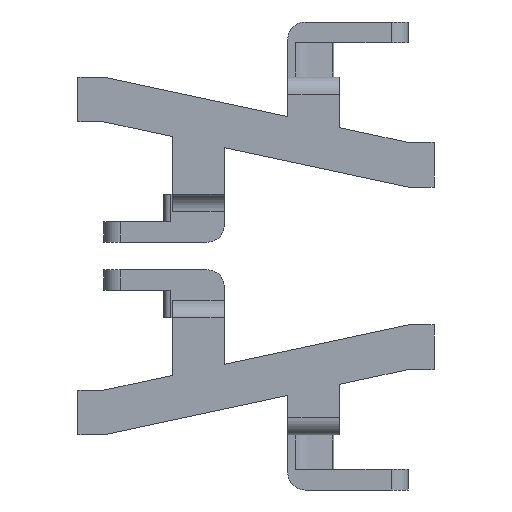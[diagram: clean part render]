
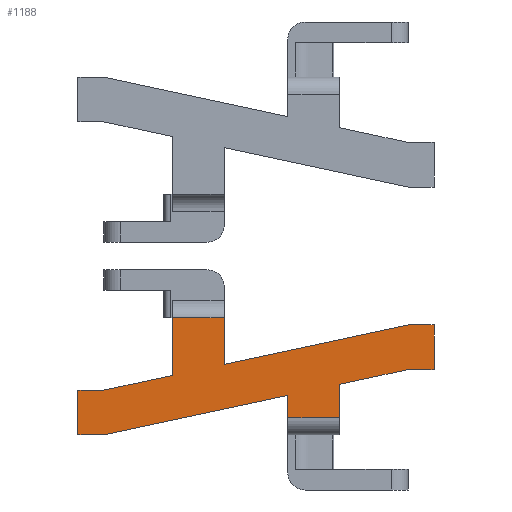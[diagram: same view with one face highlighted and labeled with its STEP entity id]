
A CAD part, front view. The second image highlights one B-rep face of the part: STEP entity #1188.
In plain terms, the highlighted planar face has unit normal (0, -1, 0).
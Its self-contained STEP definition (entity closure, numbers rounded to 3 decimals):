
#2 = FACE_OUTER_BOUND ( 'NONE', #3269, .T. ) ;
#29 = CARTESIAN_POINT ( 'NONE',  ( 31.75, 0., 14.706 ) ) ;
#33 = VECTOR ( 'NONE', #2983, 1000. ) ;
#41 = VERTEX_POINT ( 'NONE', #2455 ) ;
#66 = CARTESIAN_POINT ( 'NONE',  ( -44.25, 0., 0. ) ) ;
#84 = VECTOR ( 'NONE', #397, 1000. ) ;
#87 = ORIENTED_EDGE ( 'NONE', *, *, #3138, .T. ) ;
#90 = VECTOR ( 'NONE', #1162, 1000. ) ;
#114 = CARTESIAN_POINT ( 'NONE',  ( -16.75, 0., 17.294 ) ) ;
#117 = DIRECTION ( 'NONE',  ( -1., 0., 0. ) ) ;
#136 = CARTESIAN_POINT ( 'NONE',  ( -36.75, 0., 0. ) ) ;
#142 = VERTEX_POINT ( 'NONE', #4907 ) ;
#147 = EDGE_CURVE ( 'NONE', #839, #3234, #4885, .T. ) ;
#198 = VECTOR ( 'NONE', #841, 1000. ) ;
#239 = CARTESIAN_POINT ( 'NONE',  ( 16.75, 0., 11.486 ) ) ;
#252 = CARTESIAN_POINT ( 'NONE',  ( -36.75, 0., 13. ) ) ;
#291 = EDGE_CURVE ( 'NONE', #4888, #1856, #1891, .T. ) ;
#318 = VECTOR ( 'NONE', #117, 1000. ) ;
#357 = VECTOR ( 'NONE', #3679, 1000. ) ;
#397 = DIRECTION ( 'NONE',  ( -1., 0., 0. ) ) ;
#451 = VERTEX_POINT ( 'NONE', #2818 ) ;
#466 = LINE ( 'NONE', #1281, #4744 ) ;
#552 = ORIENTED_EDGE ( 'NONE', *, *, #2792, .T. ) ;
#727 = AXIS2_PLACEMENT_3D ( 'NONE', #3183, #3132, #2374 ) ;
#745 = LINE ( 'NONE', #1110, #3127 ) ;
#822 = VECTOR ( 'NONE', #2885, 1000. ) ;
#839 = VERTEX_POINT ( 'NONE', #1604 ) ;
#841 = DIRECTION ( 'NONE',  ( 1., 0., 0. ) ) ;
#912 = DIRECTION ( 'NONE',  ( 0.978, 0., 0.21 ) ) ;
#920 = VERTEX_POINT ( 'NONE', #2786 ) ;
#1049 = CARTESIAN_POINT ( 'NONE',  ( -44.25, 0., 0. ) ) ;
#1110 = CARTESIAN_POINT ( 'NONE',  ( 0., 0., 5. ) ) ;
#1162 = DIRECTION ( 'NONE',  ( 0., 0., -1. ) ) ;
#1188 = ADVANCED_FACE ( 'NONE', ( #2 ), #1270, .F. ) ;
#1190 = EDGE_CURVE ( 'NONE', #1554, #3304, #3043, .T. ) ;
#1237 = CARTESIAN_POINT ( 'NONE',  ( -1.75, 0., 34. ) ) ;
#1242 = VERTEX_POINT ( 'NONE', #2399 ) ;
#1256 = CARTESIAN_POINT ( 'NONE',  ( 51.75, 0., 19. ) ) ;
#1270 = PLANE ( 'NONE',  #727 ) ;
#1281 = CARTESIAN_POINT ( 'NONE',  ( 59.25, 0., 19. ) ) ;
#1311 = EDGE_CURVE ( 'NONE', #4888, #920, #3873, .T. ) ;
#1341 = VERTEX_POINT ( 'NONE', #4138 ) ;
#1348 = ORIENTED_EDGE ( 'NONE', *, *, #147, .T. ) ;
#1363 = VERTEX_POINT ( 'NONE', #2230 ) ;
#1472 = ORIENTED_EDGE ( 'NONE', *, *, #4549, .T. ) ;
#1554 = VERTEX_POINT ( 'NONE', #1237 ) ;
#1596 = CARTESIAN_POINT ( 'NONE',  ( 0., 0., 34. ) ) ;
#1604 = CARTESIAN_POINT ( 'NONE',  ( -44.25, 0., 13. ) ) ;
#1619 = ORIENTED_EDGE ( 'NONE', *, *, #291, .F. ) ;
#1673 = CARTESIAN_POINT ( 'NONE',  ( 31.75, 0., 14.706 ) ) ;
#1679 = LINE ( 'NONE', #2004, #3776 ) ;
#1700 = VECTOR ( 'NONE', #2968, 1000. ) ;
#1720 = ORIENTED_EDGE ( 'NONE', *, *, #3801, .T. ) ;
#1787 = LINE ( 'NONE', #252, #1700 ) ;
#1810 = CARTESIAN_POINT ( 'NONE',  ( 31.75, 0., 5. ) ) ;
#1856 = VERTEX_POINT ( 'NONE', #1810 ) ;
#1879 = VERTEX_POINT ( 'NONE', #114 ) ;
#1891 = LINE ( 'NONE', #29, #90 ) ;
#1917 = CARTESIAN_POINT ( 'NONE',  ( 51.75, 0., 32. ) ) ;
#1963 = CARTESIAN_POINT ( 'NONE',  ( -36.75, 0., 0. ) ) ;
#1992 = VERTEX_POINT ( 'NONE', #4041 ) ;
#2003 = VECTOR ( 'NONE', #912, 1000. ) ;
#2004 = CARTESIAN_POINT ( 'NONE',  ( -36.75, 0., 13. ) ) ;
#2005 = LINE ( 'NONE', #3535, #318 ) ;
#2066 = ORIENTED_EDGE ( 'NONE', *, *, #2597, .F. ) ;
#2075 = ORIENTED_EDGE ( 'NONE', *, *, #3750, .F. ) ;
#2173 = CARTESIAN_POINT ( 'NONE',  ( -16.75, 0., 0. ) ) ;
#2230 = CARTESIAN_POINT ( 'NONE',  ( 16.75, 0., 5. ) ) ;
#2240 = VERTEX_POINT ( 'NONE', #4801 ) ;
#2371 = LINE ( 'NONE', #3526, #4823 ) ;
#2374 = DIRECTION ( 'NONE',  ( 0., 0., -1. ) ) ;
#2399 = CARTESIAN_POINT ( 'NONE',  ( 51.75, 0., 32. ) ) ;
#2451 = LINE ( 'NONE', #2173, #3383 ) ;
#2455 = CARTESIAN_POINT ( 'NONE',  ( -36.75, 0., 13. ) ) ;
#2516 = EDGE_CURVE ( 'NONE', #3234, #142, #2371, .T. ) ;
#2573 = DIRECTION ( 'NONE',  ( 0., 0., -1. ) ) ;
#2597 = EDGE_CURVE ( 'NONE', #1879, #3304, #2451, .T. ) ;
#2627 = LINE ( 'NONE', #1917, #33 ) ;
#2664 = DIRECTION ( 'NONE',  ( 1., 0., 0. ) ) ;
#2784 = EDGE_CURVE ( 'NONE', #920, #1992, #4714, .T. ) ;
#2786 = CARTESIAN_POINT ( 'NONE',  ( 51.75, 0., 19. ) ) ;
#2792 = EDGE_CURVE ( 'NONE', #1992, #451, #466, .T. ) ;
#2815 = DIRECTION ( 'NONE',  ( 0., 0., 1. ) ) ;
#2818 = CARTESIAN_POINT ( 'NONE',  ( 59.25, 0., 32. ) ) ;
#2838 = LINE ( 'NONE', #136, #2003 ) ;
#2878 = ORIENTED_EDGE ( 'NONE', *, *, #3954, .T. ) ;
#2885 = DIRECTION ( 'NONE',  ( 0., 0., 1. ) ) ;
#2891 = VECTOR ( 'NONE', #2573, 1000. ) ;
#2926 = EDGE_CURVE ( 'NONE', #1242, #1341, #1787, .T. ) ;
#2964 = ORIENTED_EDGE ( 'NONE', *, *, #2998, .T. ) ;
#2968 = DIRECTION ( 'NONE',  ( -0.978, 0., -0.21 ) ) ;
#2983 = DIRECTION ( 'NONE',  ( -1., 0., 0. ) ) ;
#2998 = EDGE_CURVE ( 'NONE', #1363, #1856, #745, .T. ) ;
#3043 = LINE ( 'NONE', #1596, #84 ) ;
#3102 = VECTOR ( 'NONE', #3117, 1000. ) ;
#3117 = DIRECTION ( 'NONE',  ( 0.978, 0., 0.21 ) ) ;
#3127 = VECTOR ( 'NONE', #2664, 1000. ) ;
#3132 = DIRECTION ( 'NONE',  ( 0., 1., 0. ) ) ;
#3138 = EDGE_CURVE ( 'NONE', #142, #2240, #2838, .T. ) ;
#3169 = EDGE_CURVE ( 'NONE', #1879, #41, #1679, .T. ) ;
#3183 = CARTESIAN_POINT ( 'NONE',  ( 0., 0., 0. ) ) ;
#3234 = VERTEX_POINT ( 'NONE', #66 ) ;
#3269 = EDGE_LOOP ( 'NONE', ( #2075, #2964, #1619, #4075, #3761, #552, #2878, #4589, #1720, #4929, #2066, #4587, #1472, #1348, #3582, #87 ) ) ;
#3304 = VERTEX_POINT ( 'NONE', #4072 ) ;
#3383 = VECTOR ( 'NONE', #3983, 1000. ) ;
#3526 = CARTESIAN_POINT ( 'NONE',  ( -44.25, 0., 0. ) ) ;
#3534 = DIRECTION ( 'NONE',  ( -0.978, 0., -0.21 ) ) ;
#3535 = CARTESIAN_POINT ( 'NONE',  ( -44.25, 0., 13. ) ) ;
#3548 = DIRECTION ( 'NONE',  ( 1., 0., 0. ) ) ;
#3582 = ORIENTED_EDGE ( 'NONE', *, *, #2516, .T. ) ;
#3679 = DIRECTION ( 'NONE',  ( 0., 0., 1. ) ) ;
#3750 = EDGE_CURVE ( 'NONE', #1363, #2240, #4836, .T. ) ;
#3761 = ORIENTED_EDGE ( 'NONE', *, *, #2784, .T. ) ;
#3776 = VECTOR ( 'NONE', #3534, 1000. ) ;
#3801 = EDGE_CURVE ( 'NONE', #1341, #1554, #4419, .T. ) ;
#3873 = LINE ( 'NONE', #1963, #3102 ) ;
#3954 = EDGE_CURVE ( 'NONE', #451, #1242, #2627, .T. ) ;
#3983 = DIRECTION ( 'NONE',  ( 0., 0., 1. ) ) ;
#4041 = CARTESIAN_POINT ( 'NONE',  ( 59.25, 0., 19. ) ) ;
#4072 = CARTESIAN_POINT ( 'NONE',  ( -16.75, 0., 34. ) ) ;
#4075 = ORIENTED_EDGE ( 'NONE', *, *, #1311, .T. ) ;
#4138 = CARTESIAN_POINT ( 'NONE',  ( -1.75, 0., 20.514 ) ) ;
#4419 = LINE ( 'NONE', #4758, #822 ) ;
#4549 = EDGE_CURVE ( 'NONE', #41, #839, #2005, .T. ) ;
#4587 = ORIENTED_EDGE ( 'NONE', *, *, #3169, .T. ) ;
#4589 = ORIENTED_EDGE ( 'NONE', *, *, #2926, .T. ) ;
#4714 = LINE ( 'NONE', #1256, #198 ) ;
#4744 = VECTOR ( 'NONE', #2815, 1000. ) ;
#4758 = CARTESIAN_POINT ( 'NONE',  ( -1.75, 0., 0. ) ) ;
#4801 = CARTESIAN_POINT ( 'NONE',  ( 16.75, 0., 11.486 ) ) ;
#4823 = VECTOR ( 'NONE', #3548, 1000. ) ;
#4836 = LINE ( 'NONE', #239, #357 ) ;
#4885 = LINE ( 'NONE', #1049, #2891 ) ;
#4888 = VERTEX_POINT ( 'NONE', #1673 ) ;
#4907 = CARTESIAN_POINT ( 'NONE',  ( -36.75, 0., 0. ) ) ;
#4929 = ORIENTED_EDGE ( 'NONE', *, *, #1190, .T. ) ;
